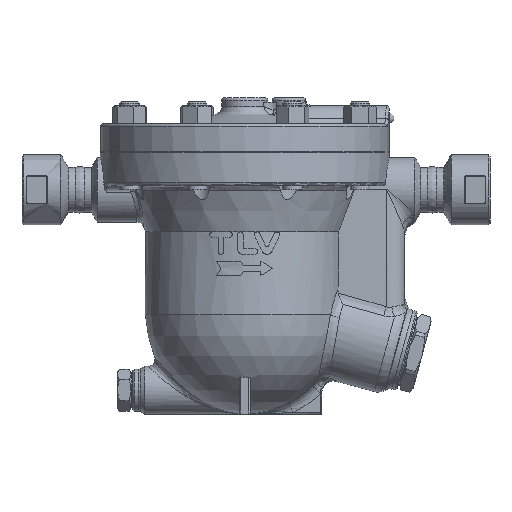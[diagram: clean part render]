
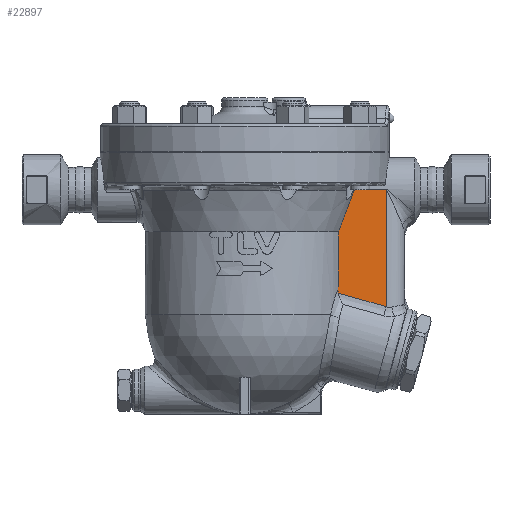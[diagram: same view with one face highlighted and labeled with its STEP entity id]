
A CAD part, front view. The second image highlights one B-rep face of the part: STEP entity #22897.
In plain terms, the highlighted planar face has unit normal (0, -1, 0.026).
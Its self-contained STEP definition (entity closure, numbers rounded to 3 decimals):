
#15673=CARTESIAN_POINT('',(66.505,-24.863,-74.111));
#15674=VERTEX_POINT('',#15673);
#15687=CARTESIAN_POINT('',(66.896,-23.79,-33.0));
#15688=VERTEX_POINT('',#15687);
#15689=CARTESIAN_POINT('',(0.,0.0,879.123));
#15690=DIRECTION('',(0.0,-1.,0.026));
#15691=DIRECTION('',(0.,0.026,1.));
#15692=AXIS2_PLACEMENT_3D('',#15689,#15690,#15691);
#15693=ELLIPSE('',#15692,2723.075,71.);
#15694=EDGE_CURVE('',#15674,#15688,#15693,.T.);
#17675=CARTESIAN_POINT('',(78.006,-23.017,-3.355));
#17676=VERTEX_POINT('',#17675);
#17677=CARTESIAN_POINT('',(66.896,-23.79,-33.));
#17678=CARTESIAN_POINT('',(72.085,-23.433,-19.314));
#17679=CARTESIAN_POINT('',(78.006,-23.017,-3.355));
#17687=(BOUNDED_CURVE()B_SPLINE_CURVE(2,(#17677,#17678,#17679),.UNSPECIFIED.,.F.,.U.)B_SPLINE_CURVE_WITH_KNOTS((3,3),(0.0,3.174),.UNSPECIFIED.)CURVE()GEOMETRIC_REPRESENTATION_ITEM()RATIONAL_B_SPLINE_CURVE((1.0,1.003,1.))REPRESENTATION_ITEM(''));
#17688=EDGE_CURVE('',#15688,#17676,#17687,.T.);
#18017=CARTESIAN_POINT('',(78.483,-22.992,-2.4));
#18018=VERTEX_POINT('',#18017);
#18019=CARTESIAN_POINT('',(78.483,-22.992,-2.4));
#18020=CARTESIAN_POINT('',(78.341,-22.998,-2.621));
#18021=CARTESIAN_POINT('',(78.219,-23.004,-2.851));
#18022=CARTESIAN_POINT('',(78.12,-23.01,-3.074));
#18023=CARTESIAN_POINT('',(78.08,-23.012,-3.165));
#18024=CARTESIAN_POINT('',(78.042,-23.015,-3.258));
#18025=CARTESIAN_POINT('',(78.006,-23.017,-3.355));
#18026=B_SPLINE_CURVE_WITH_KNOTS('',3,(#18019,#18020,#18021,#18022,#18023,#18024,#18025),.UNSPECIFIED.,.F.,.U.,(4,3,4),(-1.77,-1.697,-1.667),.UNSPECIFIED.);
#18027=EDGE_CURVE('',#18018,#17676,#18026,.T.);
#18223=CARTESIAN_POINT('',(101.,-22.992,-2.4));
#18224=VERTEX_POINT('',#18223);
#18751=CARTESIAN_POINT('',(78.483,-22.992,-2.4));
#18752=DIRECTION('',(1.0,0.0,0.0));
#18753=VECTOR('',#18752,22.517);
#18754=LINE('',#18751,#18753);
#18755=EDGE_CURVE('',#18018,#18224,#18754,.T.);
#21934=CARTESIAN_POINT('',(66.778,-24.933,-76.811));
#21935=VERTEX_POINT('',#21934);
#21956=CARTESIAN_POINT('',(101.,-25.181,-86.33));
#21957=VERTEX_POINT('',#21956);
#21965=CARTESIAN_POINT('',(101.,-25.181,-86.33));
#21966=CARTESIAN_POINT('',(89.593,-25.098,-83.156));
#21967=CARTESIAN_POINT('',(78.185,-25.016,-79.983));
#21968=CARTESIAN_POINT('',(66.778,-24.933,-76.811));
#21969=B_SPLINE_CURVE_WITH_KNOTS('',3,(#21965,#21966,#21967,#21968),.UNSPECIFIED.,.F.,.U.,(4,4),(1.937,5.489),.UNSPECIFIED.);
#21970=EDGE_CURVE('',#21957,#21935,#21969,.T.);
#22865=CARTESIAN_POINT('',(66.778,-24.933,-76.811));
#22866=CARTESIAN_POINT('',(66.589,-24.911,-75.957));
#22867=CARTESIAN_POINT('',(66.495,-24.887,-75.047));
#22868=CARTESIAN_POINT('',(66.505,-24.863,-74.111));
#22869=B_SPLINE_CURVE_WITH_KNOTS('',3,(#22865,#22866,#22867,#22868),.UNSPECIFIED.,.F.,.U.,(4,4),(-0.281,0.0),.UNSPECIFIED.);
#22870=EDGE_CURVE('',#21935,#15674,#22869,.T.);
#22878=CARTESIAN_POINT('',(114.0,-22.992,-2.4));
#22879=DIRECTION('',(0.0,-1.,0.026));
#22880=DIRECTION('',(0.0,-0.026,-1.));
#22881=AXIS2_PLACEMENT_3D('',#22878,#22879,#22880);
#22882=PLANE('',#22881);
#22883=ORIENTED_EDGE('',*,*,#18027,.T.);
#22884=ORIENTED_EDGE('',*,*,#17688,.F.);
#22885=ORIENTED_EDGE('',*,*,#15694,.F.);
#22886=ORIENTED_EDGE('',*,*,#22870,.F.);
#22887=ORIENTED_EDGE('',*,*,#21970,.F.);
#22888=CARTESIAN_POINT('',(101.,-22.992,-2.4));
#22889=DIRECTION('',(0.,-0.026,-1.));
#22890=VECTOR('',#22889,83.959);
#22891=LINE('',#22888,#22890);
#22892=EDGE_CURVE('',#18224,#21957,#22891,.T.);
#22893=ORIENTED_EDGE('',*,*,#22892,.F.);
#22894=ORIENTED_EDGE('',*,*,#18755,.F.);
#22895=EDGE_LOOP('',(#22883,#22884,#22885,#22886,#22887,#22893,#22894));
#22896=FACE_OUTER_BOUND('',#22895,.T.);
#22897=ADVANCED_FACE('',(#22896),#22882,.T.);
